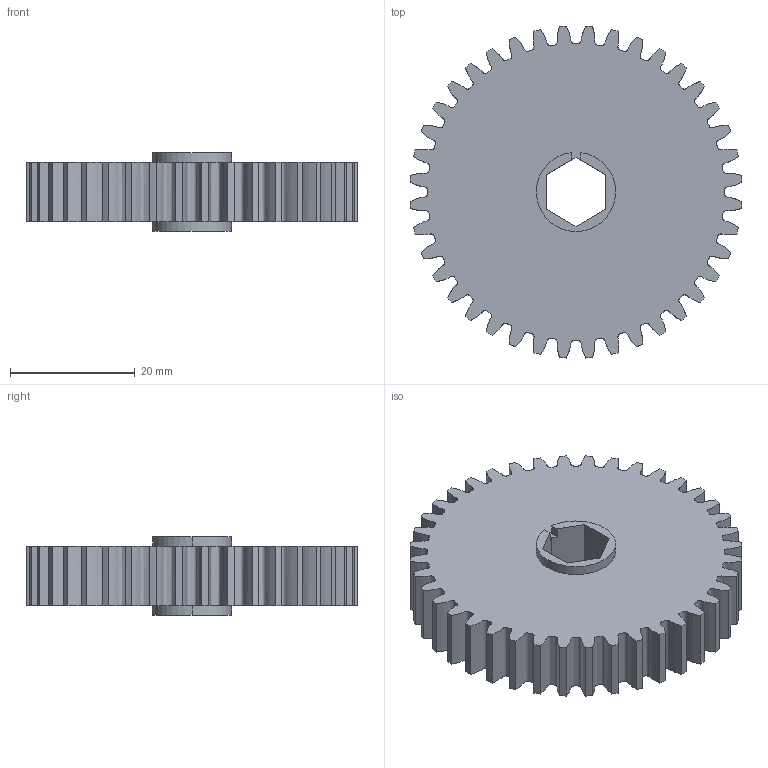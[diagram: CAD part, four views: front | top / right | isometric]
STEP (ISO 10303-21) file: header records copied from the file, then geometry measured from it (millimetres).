
FILE_DESCRIPTION (( 'STEP AP214' ), '1' );
FILE_NAME ('WCP-0693 Rev1.step', '2022-11-24T01:47:18', ( '' ), ( '' ), 'SwSTEP 2.0', 'SolidWorks 2020', '' );
FILE_SCHEMA (( 'AUTOMOTIVE_DESIGN' ));
Length unit declared in the file: inch
Products named in the file (1): WCP-0693 Rev1
Bounding box: 53.25 x 53.25 x 12.65 mm (x, y, z)
Volume: 19176.8 mm3; surface area: 7483.9 mm2
Topology: 1 solids, 1 shells, 97 faces, 282 edges, 188 vertices
Faces by surface type: cylinder 45, bspline 40, plane 12
Entity records: 16790 total; most frequent: CARTESIAN_POINT 14368, ORIENTED_EDGE 564, DIRECTION 408, EDGE_CURVE 282, VERTEX_POINT 188, AXIS2_PLACEMENT_3D 148, LINE 112, VECTOR 112
